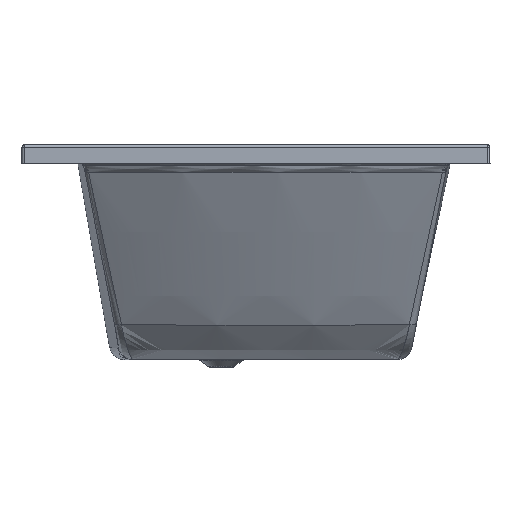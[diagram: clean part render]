
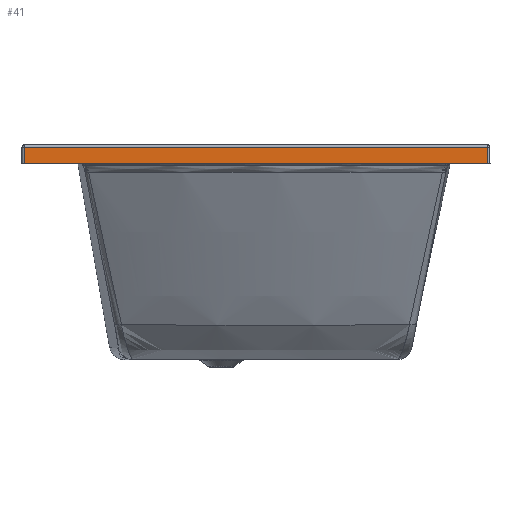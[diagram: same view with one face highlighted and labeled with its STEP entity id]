
A CAD part, left-side view. The second image highlights one B-rep face of the part: STEP entity #41.
In plain terms, the highlighted planar face has unit normal (1, 0, 0).
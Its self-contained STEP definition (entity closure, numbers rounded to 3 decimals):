
#41=ADVANCED_FACE('',(#119),#1114,.T.);
#119=FACE_OUTER_BOUND('',#199,.T.);
#199=EDGE_LOOP('',(#351,#352,#353,#354));
#351=ORIENTED_EDGE('',*,*,#644,.F.);
#352=ORIENTED_EDGE('',*,*,#643,.F.);
#353=ORIENTED_EDGE('',*,*,#642,.F.);
#354=ORIENTED_EDGE('',*,*,#641,.F.);
#641=EDGE_CURVE('',#1054,#1055,#836,.T.);
#642=EDGE_CURVE('',#1055,#1056,#837,.T.);
#643=EDGE_CURVE('',#1056,#1057,#838,.T.);
#644=EDGE_CURVE('',#1057,#1054,#839,.T.);
#836=B_SPLINE_CURVE_WITH_KNOTS('',1,(#26131,#26132),.UNSPECIFIED.,.F.,.F.,
(2,2),(0.,1.),.UNSPECIFIED.);
#837=B_SPLINE_CURVE_WITH_KNOTS('',1,(#26133,#26134),.UNSPECIFIED.,.F.,.F.,
(2,2),(0.,1.),.UNSPECIFIED.);
#838=B_SPLINE_CURVE_WITH_KNOTS('',1,(#26135,#26136),.UNSPECIFIED.,.F.,.F.,
(2,2),(-1.,0.),.UNSPECIFIED.);
#839=B_SPLINE_CURVE_WITH_KNOTS('',1,(#26137,#26138),.UNSPECIFIED.,.F.,.F.,
(2,2),(-1.,0.),.UNSPECIFIED.);
#1054=VERTEX_POINT('',#23068);
#1055=VERTEX_POINT('',#23069);
#1056=VERTEX_POINT('',#23070);
#1057=VERTEX_POINT('',#23071);
#1114=PLANE('',#1205);
#1205=AXIS2_PLACEMENT_3D('',#11933,#1215,$);
#1215=DIRECTION('',(1.,0.,0.));
#11933=CARTESIAN_POINT('',(0.,-5.,-40.));
#23068=CARTESIAN_POINT('',(0.,-5.,-40.));
#23069=CARTESIAN_POINT('',(0.,-975.,-40.));
#23070=CARTESIAN_POINT('',(0.,-975.,-5.));
#23071=CARTESIAN_POINT('',(0.,-5.,-5.));
#26131=CARTESIAN_POINT('',(0.,-5.,-40.));
#26132=CARTESIAN_POINT('',(0.,-975.,-40.));
#26133=CARTESIAN_POINT('',(0.,-975.,-40.));
#26134=CARTESIAN_POINT('',(0.,-975.,-5.));
#26135=CARTESIAN_POINT('',(0.,-975.,-5.));
#26136=CARTESIAN_POINT('',(0.,-5.,-5.));
#26137=CARTESIAN_POINT('',(0.,-5.,-5.));
#26138=CARTESIAN_POINT('',(0.,-5.,-40.));
